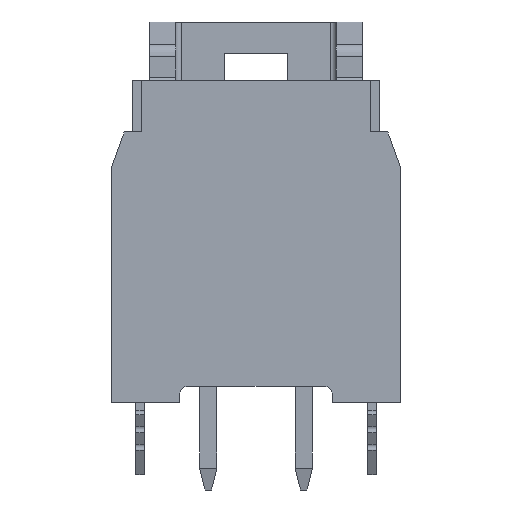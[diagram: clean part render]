
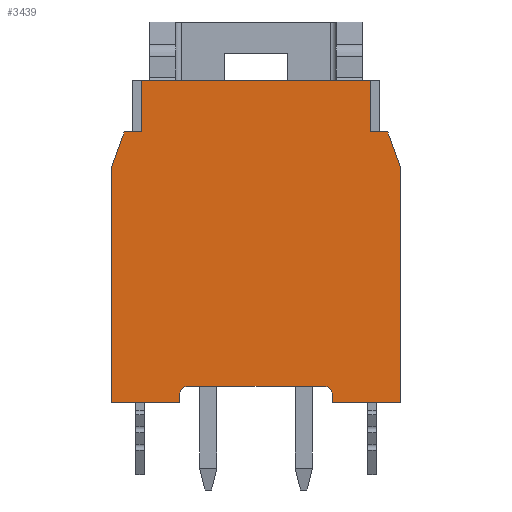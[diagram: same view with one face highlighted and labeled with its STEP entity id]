
A CAD part, front view. The second image highlights one B-rep face of the part: STEP entity #3439.
In plain terms, the highlighted planar face has unit normal (0, -1, 0).
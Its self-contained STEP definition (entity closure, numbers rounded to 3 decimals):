
#1=DIRECTION('',(0.,0.,-1.));
#2=VECTOR('',#1,1.88);
#3=CARTESIAN_POINT('',(-4.21,-2.675,5.9));
#4=LINE('',#3,#2);
#5=DIRECTION('',(1.,0.,0.));
#6=VECTOR('',#5,8.42);
#7=CARTESIAN_POINT('',(-4.21,-2.675,5.9));
#8=LINE('',#7,#6);
#9=DIRECTION('',(0.,0.,-1.));
#10=VECTOR('',#9,1.88);
#11=CARTESIAN_POINT('',(4.21,-2.675,5.9));
#12=LINE('',#11,#10);
#13=DIRECTION('',(-0.34,0.,0.94));
#14=VECTOR('',#13,1.382);
#15=CARTESIAN_POINT('',(5.3,-2.675,2.72));
#16=LINE('',#15,#14);
#17=DIRECTION('',(0.,0.,-1.));
#18=VECTOR('',#17,8.62);
#19=CARTESIAN_POINT('',(5.3,-2.675,2.72));
#20=LINE('',#19,#18);
#21=DIRECTION('',(-1.,0.,0.));
#22=VECTOR('',#21,2.5);
#23=CARTESIAN_POINT('',(5.3,-2.675,-5.9));
#24=LINE('',#23,#22);
#25=DIRECTION('',(0.,0.,1.));
#26=VECTOR('',#25,0.3);
#27=CARTESIAN_POINT('',(2.8,-2.675,-5.9));
#28=LINE('',#27,#26);
#29=CARTESIAN_POINT('',(2.5,-2.675,-5.6));
#30=DIRECTION('',(0.,1.,0.));
#31=DIRECTION('',(0.,0.,1.));
#32=AXIS2_PLACEMENT_3D('',#29,#30,#31);
#34=DIRECTION('',(1.,0.,0.));
#35=VECTOR('',#34,5.);
#36=CARTESIAN_POINT('',(-2.5,-2.675,-5.3));
#37=LINE('',#36,#35);
#38=CARTESIAN_POINT('',(-2.5,-2.675,-5.6));
#39=DIRECTION('',(0.,1.,0.));
#40=DIRECTION('',(-1.,0.,0.));
#41=AXIS2_PLACEMENT_3D('',#38,#39,#40);
#43=DIRECTION('',(0.,0.,1.));
#44=VECTOR('',#43,0.3);
#45=CARTESIAN_POINT('',(-2.8,-2.675,-5.9));
#46=LINE('',#45,#44);
#47=DIRECTION('',(-1.,0.,0.));
#48=VECTOR('',#47,2.5);
#49=CARTESIAN_POINT('',(-2.8,-2.675,-5.9));
#50=LINE('',#49,#48);
#51=DIRECTION('',(0.,0.,1.));
#52=VECTOR('',#51,8.62);
#53=CARTESIAN_POINT('',(-5.3,-2.675,-5.9));
#54=LINE('',#53,#52);
#55=DIRECTION('',(-0.34,0.,-0.94));
#56=VECTOR('',#55,1.382);
#57=CARTESIAN_POINT('',(-4.83,-2.675,4.02));
#58=LINE('',#57,#56);
#59=DIRECTION('',(-1.,0.,0.));
#60=VECTOR('',#59,0.62);
#61=CARTESIAN_POINT('',(-4.21,-2.675,4.02));
#62=LINE('',#61,#60);
#87=DIRECTION('',(-1.,0.,0.));
#88=VECTOR('',#87,0.62);
#89=CARTESIAN_POINT('',(4.83,-2.675,4.02));
#90=LINE('',#89,#88);
#2625=CARTESIAN_POINT('',(-2.8,-2.675,-5.9));
#2626=CARTESIAN_POINT('',(-2.8,-2.675,-5.6));
#2627=VERTEX_POINT('',#2625);
#2628=VERTEX_POINT('',#2626);
#2629=CARTESIAN_POINT('',(-2.5,-2.675,-5.3));
#2630=VERTEX_POINT('',#2629);
#2631=CARTESIAN_POINT('',(2.5,-2.675,-5.3));
#2632=VERTEX_POINT('',#2631);
#2633=CARTESIAN_POINT('',(2.8,-2.675,-5.6));
#2634=VERTEX_POINT('',#2633);
#2635=CARTESIAN_POINT('',(2.8,-2.675,-5.9));
#2636=VERTEX_POINT('',#2635);
#2637=CARTESIAN_POINT('',(5.3,-2.675,2.72));
#2638=CARTESIAN_POINT('',(4.83,-2.675,4.02));
#2639=VERTEX_POINT('',#2637);
#2640=VERTEX_POINT('',#2638);
#2641=CARTESIAN_POINT('',(-4.83,-2.675,4.02));
#2642=CARTESIAN_POINT('',(-5.3,-2.675,2.72));
#2643=VERTEX_POINT('',#2641);
#2644=VERTEX_POINT('',#2642);
#2657=CARTESIAN_POINT('',(-5.3,-2.675,-5.9));
#2658=VERTEX_POINT('',#2657);
#2659=CARTESIAN_POINT('',(5.3,-2.675,-5.9));
#2660=VERTEX_POINT('',#2659);
#2813=CARTESIAN_POINT('',(4.21,-2.675,5.9));
#2814=CARTESIAN_POINT('',(4.21,-2.675,4.02));
#2815=VERTEX_POINT('',#2813);
#2816=VERTEX_POINT('',#2814);
#2817=CARTESIAN_POINT('',(-4.21,-2.675,5.9));
#2818=CARTESIAN_POINT('',(-4.21,-2.675,4.02));
#2819=VERTEX_POINT('',#2817);
#2820=VERTEX_POINT('',#2818);
#3400=CARTESIAN_POINT('',(0.,-2.675,0.));
#3401=DIRECTION('',(0.,1.,0.));
#3402=DIRECTION('',(1.,0.,0.));
#3403=AXIS2_PLACEMENT_3D('',#3400,#3401,#3402);
#3404=PLANE('',#3403);
#3406=ORIENTED_EDGE('',*,*,#3405,.F.);
#3408=ORIENTED_EDGE('',*,*,#3407,.F.);
#3410=ORIENTED_EDGE('',*,*,#3409,.T.);
#3412=ORIENTED_EDGE('',*,*,#3411,.T.);
#3414=ORIENTED_EDGE('',*,*,#3413,.F.);
#3416=ORIENTED_EDGE('',*,*,#3415,.F.);
#3418=ORIENTED_EDGE('',*,*,#3417,.T.);
#3420=ORIENTED_EDGE('',*,*,#3419,.T.);
#3422=ORIENTED_EDGE('',*,*,#3421,.T.);
#3424=ORIENTED_EDGE('',*,*,#3423,.F.);
#3426=ORIENTED_EDGE('',*,*,#3425,.F.);
#3428=ORIENTED_EDGE('',*,*,#3427,.F.);
#3430=ORIENTED_EDGE('',*,*,#3429,.F.);
#3432=ORIENTED_EDGE('',*,*,#3431,.T.);
#3434=ORIENTED_EDGE('',*,*,#3433,.T.);
#3436=ORIENTED_EDGE('',*,*,#3435,.F.);
#3437=EDGE_LOOP('',(#3406,#3408,#3410,#3412,#3414,#3416,#3418,#3420,#3422,#3424,
#3426,#3428,#3430,#3432,#3434,#3436));
#3438=FACE_OUTER_BOUND('',#3437,.F.);
#3439=ADVANCED_FACE('',(#3438),#3404,.F.);
#33=CIRCLE('',#32,0.3);
#42=CIRCLE('',#41,0.3);
#3405=EDGE_CURVE('',#2820,#2643,#62,.T.);
#3407=EDGE_CURVE('',#2819,#2820,#4,.T.);
#3409=EDGE_CURVE('',#2819,#2815,#8,.T.);
#3411=EDGE_CURVE('',#2815,#2816,#12,.T.);
#3413=EDGE_CURVE('',#2640,#2816,#90,.T.);
#3415=EDGE_CURVE('',#2639,#2640,#16,.T.);
#3417=EDGE_CURVE('',#2639,#2660,#20,.T.);
#3419=EDGE_CURVE('',#2660,#2636,#24,.T.);
#3421=EDGE_CURVE('',#2636,#2634,#28,.T.);
#3423=EDGE_CURVE('',#2632,#2634,#33,.T.);
#3425=EDGE_CURVE('',#2630,#2632,#37,.T.);
#3427=EDGE_CURVE('',#2628,#2630,#42,.T.);
#3429=EDGE_CURVE('',#2627,#2628,#46,.T.);
#3431=EDGE_CURVE('',#2627,#2658,#50,.T.);
#3433=EDGE_CURVE('',#2658,#2644,#54,.T.);
#3435=EDGE_CURVE('',#2643,#2644,#58,.T.);
